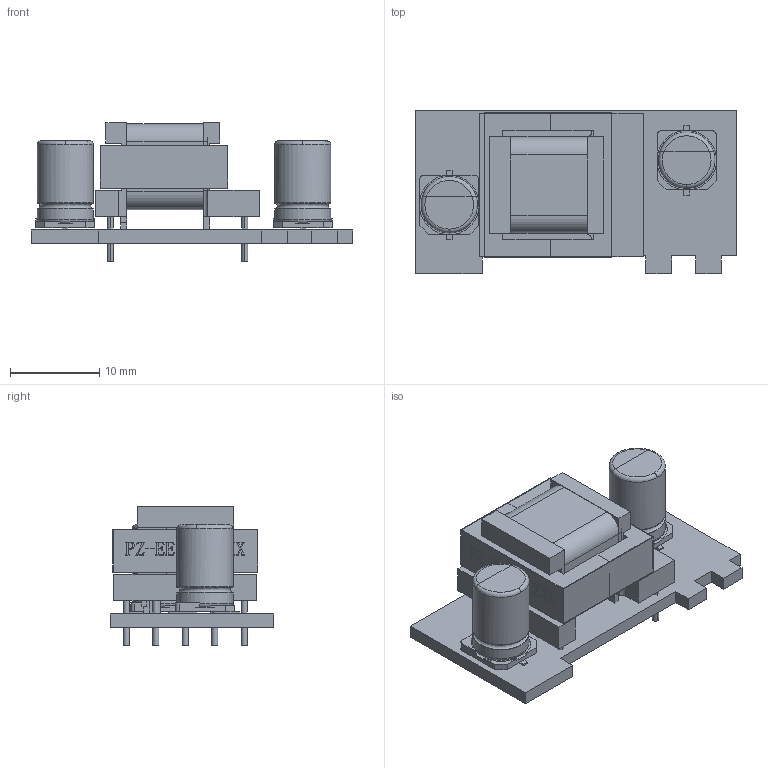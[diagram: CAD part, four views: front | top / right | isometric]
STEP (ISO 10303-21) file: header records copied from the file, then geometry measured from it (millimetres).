
FILE_DESCRIPTION(('KiCad electronic assembly'),'2;1');
FILE_NAME('temp.step','2025-04-08T12:43:48',('Pcbnew'),('Kicad'), 'Open CASCADE STEP processor 7.8','KiCad to STEP converter','Unknown' );
FILE_SCHEMA(('AUTOMOTIVE_DESIGN { 1 0 10303 214 1 1 1 1 }'));
Length unit declared in the file: millimetre
Products named in the file (4): temp 1; CP_Elec_6.3x9.9; EE16H-5+5 transformer; temp_PCB
Assembly tree (4 placements, depth 2):
  temp 1
    CP_Elec_6.3x9.9  x2
    EE16H-5+5 transformer
    temp_PCB
Bounding box: 36 x 18.3 x 15.56 mm (x, y, z)
Volume: 3843.5 mm3; surface area: 5701.4 mm2
Topology: 10 solids, 10 shells, 575 faces, 1564 edges, 1035 vertices
Faces by surface type: plane 427, bspline 84, cylinder 54, torus 8, revolution 2
Full cylindrical faces by diameter (mm): 6.3 x4
Entity records: 23479 total; most frequent: CARTESIAN_POINT 6892, ORIENTED_EDGE 2922, DIRECTION 2286, EDGE_CURVE 1461, LINE 1199, VECTOR 1199, VERTEX_POINT 970, FACE_BOUND 565
